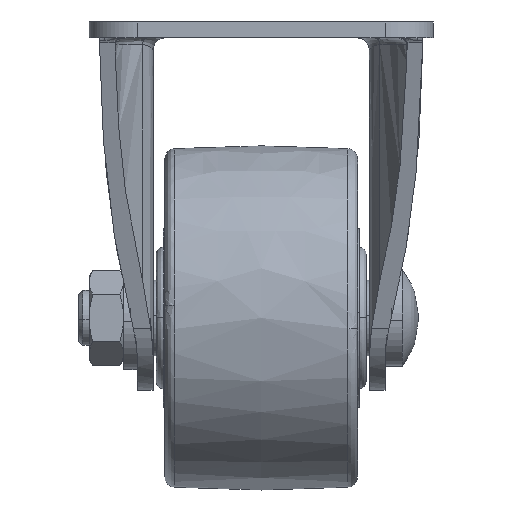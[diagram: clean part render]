
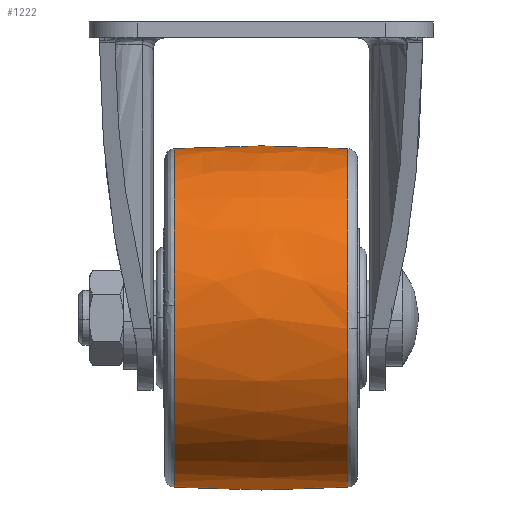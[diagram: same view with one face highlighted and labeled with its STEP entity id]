
A CAD part, left-side view. The second image highlights one B-rep face of the part: STEP entity #1222.
In plain terms, the highlighted free-form (B-spline) face has degree [2, 2] with [3, 7] control points.
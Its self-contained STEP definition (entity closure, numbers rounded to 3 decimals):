
#934=CARTESIAN_POINT('',(-24.533,12.594,-41.147));
#935=VERTEX_POINT('',#934);
#949=CARTESIAN_POINT('',(0.0,12.594,-18.397));
#950=VERTEX_POINT('',#949);
#951=CARTESIAN_POINT('',(0.0,12.594,-18.397));
#952=CARTESIAN_POINT('',(-22.815,12.594,-18.397));
#953=CARTESIAN_POINT('',(-24.533,12.594,-41.147));
#961=(BOUNDED_CURVE()B_SPLINE_CURVE(2,(#951,#952,#953),.UNSPECIFIED.,.F.,.U.)B_SPLINE_CURVE_WITH_KNOTS((3,3),(0.5,0.737),.UNSPECIFIED.)CURVE()GEOMETRIC_REPRESENTATION_ITEM()RATIONAL_B_SPLINE_CURVE((1.0,0.722,0.971))REPRESENTATION_ITEM(''));
#962=EDGE_CURVE('',#950,#935,#961,.T.);
#1028=CARTESIAN_POINT('',(0.0,12.594,-67.603));
#1029=VERTEX_POINT('',#1028);
#1043=CARTESIAN_POINT('',(-24.533,12.594,-41.147));
#1044=CARTESIAN_POINT('',(-24.603,12.594,-42.072));
#1045=CARTESIAN_POINT('',(-24.603,12.594,-43.));
#1046=CARTESIAN_POINT('',(-24.603,12.594,-67.603));
#1047=CARTESIAN_POINT('',(0.0,12.594,-67.603));
#1055=(BOUNDED_CURVE()B_SPLINE_CURVE(2,(#1043,#1044,#1045,#1046,#1047),.UNSPECIFIED.,.F.,.U.)B_SPLINE_CURVE_WITH_KNOTS((3,2,3),(0.737,0.75,1.0),.UNSPECIFIED.)CURVE()GEOMETRIC_REPRESENTATION_ITEM()RATIONAL_B_SPLINE_CURVE((0.971,0.985,1.0,0.707,1.0))REPRESENTATION_ITEM(''));
#1056=EDGE_CURVE('',#935,#1029,#1055,.T.);
#1092=CARTESIAN_POINT('',(0.0,-12.594,-67.603));
#1093=VERTEX_POINT('',#1092);
#1094=CARTESIAN_POINT('',(0.0,-12.594,-67.603));
#1095=CARTESIAN_POINT('',(0.0,0.,-68.398));
#1096=CARTESIAN_POINT('',(0.0,12.594,-67.603));
#1104=(BOUNDED_CURVE()B_SPLINE_CURVE(2,(#1094,#1095,#1096),.UNSPECIFIED.,.F.,.U.)B_SPLINE_CURVE_WITH_KNOTS((3,3),(0.439,0.561),.UNSPECIFIED.)CURVE()GEOMETRIC_REPRESENTATION_ITEM()RATIONAL_B_SPLINE_CURVE((0.938,0.937,0.938))REPRESENTATION_ITEM(''));
#1105=EDGE_CURVE('',#1093,#1029,#1104,.T.);
#1109=CARTESIAN_POINT('',(0.0,-12.594,-18.397));
#1110=VERTEX_POINT('',#1109);
#1111=CARTESIAN_POINT('',(0.0,-12.594,-18.397));
#1112=CARTESIAN_POINT('',(0.0,0.,-17.602));
#1113=CARTESIAN_POINT('',(0.0,12.594,-18.397));
#1121=(BOUNDED_CURVE()B_SPLINE_CURVE(2,(#1111,#1112,#1113),.UNSPECIFIED.,.F.,.U.)B_SPLINE_CURVE_WITH_KNOTS((3,3),(0.439,0.561),.UNSPECIFIED.)CURVE()GEOMETRIC_REPRESENTATION_ITEM()RATIONAL_B_SPLINE_CURVE((0.938,0.937,0.938))REPRESENTATION_ITEM(''));
#1122=EDGE_CURVE('',#1110,#950,#1121,.T.);
#1157=CARTESIAN_POINT('',(0.685,-13.85,-18.48));
#1158=CARTESIAN_POINT('',(0.712,0.,-17.519));
#1159=CARTESIAN_POINT('',(0.685,13.85,-18.48));
#1160=CARTESIAN_POINT('',(0.345,-13.85,-18.48));
#1161=CARTESIAN_POINT('',(0.358,0.,-17.519));
#1162=CARTESIAN_POINT('',(0.345,13.85,-18.48));
#1163=CARTESIAN_POINT('',(-24.52,-13.85,-18.48));
#1164=CARTESIAN_POINT('',(-25.481,0.,-17.519));
#1165=CARTESIAN_POINT('',(-24.52,13.85,-18.48));
#1166=CARTESIAN_POINT('',(-24.52,-13.85,-43.0));
#1167=CARTESIAN_POINT('',(-25.481,0.,-43.));
#1168=CARTESIAN_POINT('',(-24.52,13.85,-43.0));
#1169=CARTESIAN_POINT('',(-24.52,-13.85,-67.52));
#1170=CARTESIAN_POINT('',(-25.481,0.,-68.481));
#1171=CARTESIAN_POINT('',(-24.52,13.85,-67.52));
#1172=CARTESIAN_POINT('',(0.345,-13.85,-67.52));
#1173=CARTESIAN_POINT('',(0.358,0.,-68.481));
#1174=CARTESIAN_POINT('',(0.345,13.85,-67.52));
#1175=CARTESIAN_POINT('',(0.685,-13.85,-67.52));
#1176=CARTESIAN_POINT('',(0.712,0.,-68.481));
#1177=CARTESIAN_POINT('',(0.685,13.85,-67.52));
#1185=(BOUNDED_SURFACE()B_SPLINE_SURFACE(2,2,((#1157,#1160,#1163,#1166,#1169,#1172,#1175),(#1158,#1161,#1164,#1167,#1170,#1173,#1176),(#1159,#1162,#1165,#1168,#1171,#1174,#1177)),.UNSPECIFIED.,.F.,.F.,.U.)B_SPLINE_SURFACE_WITH_KNOTS((3,3),(3,1,2,1,3),(0.0,27.733),(0.0,0.828,42.25,83.671,84.5),.UNSPECIFIED.)GEOMETRIC_REPRESENTATION_ITEM()RATIONAL_B_SPLINE_SURFACE(((0.95,0.944,0.664,0.939,0.664,0.944,0.95),(0.947,0.942,0.662,0.936,0.662,0.942,0.947),(0.95,0.944,0.664,0.939,0.664,0.944,0.95)))REPRESENTATION_ITEM('')SURFACE());
#1186=ORIENTED_EDGE('',*,*,#1105,.F.);
#1187=CARTESIAN_POINT('',(-24.555,-12.594,-44.545));
#1188=VERTEX_POINT('',#1187);
#1189=CARTESIAN_POINT('',(-24.555,-12.594,-44.545));
#1190=CARTESIAN_POINT('',(-23.104,-12.594,-67.603));
#1191=CARTESIAN_POINT('',(0.0,-12.594,-67.603));
#1199=(BOUNDED_CURVE()B_SPLINE_CURVE(2,(#1189,#1190,#1191),.UNSPECIFIED.,.F.,.U.)B_SPLINE_CURVE_WITH_KNOTS((3,3),(0.761,1.0),.UNSPECIFIED.)CURVE()GEOMETRIC_REPRESENTATION_ITEM()RATIONAL_B_SPLINE_CURVE((0.975,0.72,1.0))REPRESENTATION_ITEM(''));
#1200=EDGE_CURVE('',#1188,#1093,#1199,.T.);
#1201=ORIENTED_EDGE('',*,*,#1200,.F.);
#1202=CARTESIAN_POINT('',(0.0,-12.594,-18.397));
#1203=CARTESIAN_POINT('',(-24.603,-12.594,-18.397));
#1204=CARTESIAN_POINT('',(-24.603,-12.594,-43.));
#1205=CARTESIAN_POINT('',(-24.603,-12.594,-43.773));
#1206=CARTESIAN_POINT('',(-24.555,-12.594,-44.545));
#1214=(BOUNDED_CURVE()B_SPLINE_CURVE(2,(#1202,#1203,#1204,#1205,#1206),.UNSPECIFIED.,.F.,.U.)B_SPLINE_CURVE_WITH_KNOTS((3,2,3),(0.5,0.75,0.761),.UNSPECIFIED.)CURVE()GEOMETRIC_REPRESENTATION_ITEM()RATIONAL_B_SPLINE_CURVE((1.0,0.707,1.0,0.987,0.975))REPRESENTATION_ITEM(''));
#1215=EDGE_CURVE('',#1110,#1188,#1214,.T.);
#1216=ORIENTED_EDGE('',*,*,#1215,.F.);
#1217=ORIENTED_EDGE('',*,*,#1122,.T.);
#1218=ORIENTED_EDGE('',*,*,#962,.T.);
#1219=ORIENTED_EDGE('',*,*,#1056,.T.);
#1220=EDGE_LOOP('',(#1186,#1201,#1216,#1217,#1218,#1219));
#1221=FACE_OUTER_BOUND('',#1220,.T.);
#1222=ADVANCED_FACE('',(#1221),#1185,.T.);
